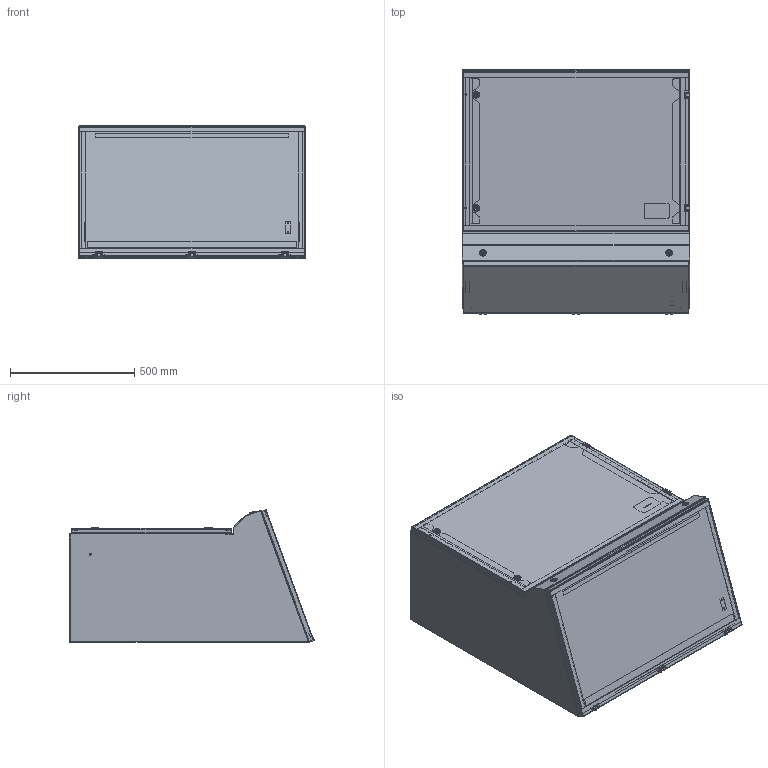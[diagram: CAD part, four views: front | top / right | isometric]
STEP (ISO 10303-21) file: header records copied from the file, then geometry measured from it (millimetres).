
FILE_DESCRIPTION (( 'STEP AP214' ), '1' );
FILE_NAME ('2CLC2036.STEP', '2019-07-12T18:50:48', ( '' ), ( '' ), 'SwSTEP 2.0', 'SolidWorks 2018', '' );
FILE_SCHEMA (( 'AUTOMOTIVE_DESIGN' ));
Length unit declared in the file: inch
Products named in the file (1): 2CLC2036
Bounding box: 914.4 x 984.05 x 534.91 mm (x, y, z)
Volume: 8017142.6 mm3; surface area: 8153958.4 mm2
Topology: 127 solids, 127 shells, 2173 faces, 5328 edges, 3501 vertices
Faces by surface type: plane 1491, cylinder 454, bspline 168, cone 36, torus 22, sphere 2
Full cylindrical faces by diameter (mm): 4.801 x4, 4.976 x9, 5 x4, 5.004 x5, 5.74 x7, 5.893 x8, 5.994 x15, 6.172 x1, 6.35 x29, 6.909 x2, 6.985 x7, 7.137 x56, 7.805 x1, 7.937 x4, 7.938 x2, 8.331 x1, 8.382 x4, 8.509 x2, 9.144 x2, 9.525 x4, 9.83 x2, 9.931 x2, 10.16 x1, 11.1 x1, 12.7 x9, 13.335 x4, 15.494 x2, 15.875 x13, 16.51 x4, 17.45 x2
Entity records: 69328 total; most frequent: CARTESIAN_POINT 18404, ORIENTED_EDGE 9922, DIRECTION 9379, EDGE_CURVE 4961, LINE 3551, VECTOR 3551, VERTEX_POINT 3407, AXIS2_PLACEMENT_3D 2914
